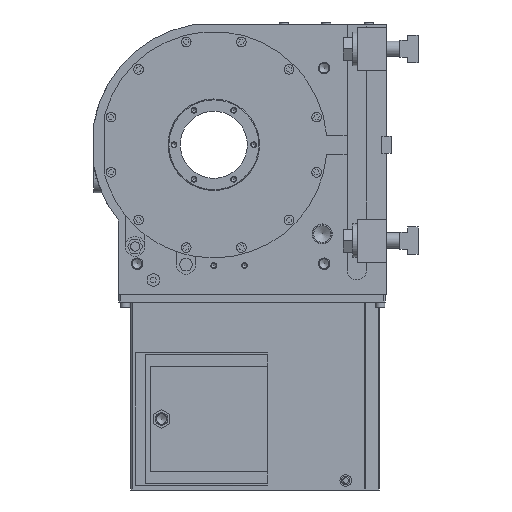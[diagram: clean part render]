
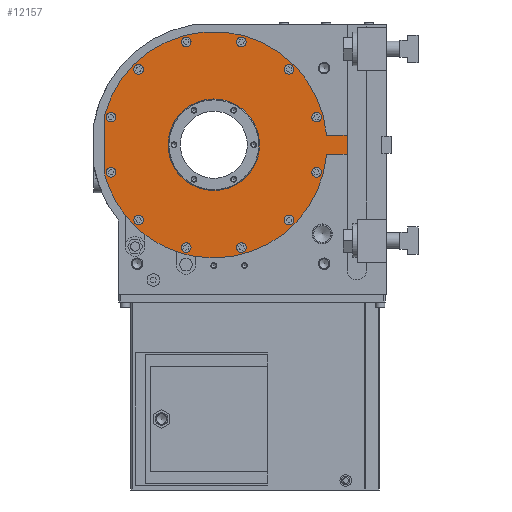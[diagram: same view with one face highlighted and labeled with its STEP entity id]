
A CAD part, left-side view. The second image highlights one B-rep face of the part: STEP entity #12157.
In plain terms, the highlighted planar face has unit normal (-1, 0, 0).
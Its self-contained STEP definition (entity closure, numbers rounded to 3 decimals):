
#558=LINE('',#18781,#1734);
#559=LINE('',#18783,#1735);
#560=LINE('',#18785,#1736);
#561=LINE('',#18789,#1737);
#1734=VECTOR('',#15177,1000.);
#1735=VECTOR('',#15178,1000.);
#1736=VECTOR('',#15179,1000.);
#1737=VECTOR('',#15182,1000.);
#3764=ORIENTED_EDGE('',*,*,#6410,.F.);
#3765=ORIENTED_EDGE('',*,*,#6411,.T.);
#3766=ORIENTED_EDGE('',*,*,#6412,.T.);
#3767=ORIENTED_EDGE('',*,*,#6413,.T.);
#3768=ORIENTED_EDGE('',*,*,#6414,.T.);
#3769=ORIENTED_EDGE('',*,*,#6415,.T.);
#3770=ORIENTED_EDGE('',*,*,#6416,.T.);
#3771=ORIENTED_EDGE('',*,*,#6417,.T.);
#3772=ORIENTED_EDGE('',*,*,#6418,.T.);
#3773=ORIENTED_EDGE('',*,*,#6419,.T.);
#3774=ORIENTED_EDGE('',*,*,#6420,.T.);
#3775=ORIENTED_EDGE('',*,*,#6421,.F.);
#3776=ORIENTED_EDGE('',*,*,#6422,.F.);
#3777=ORIENTED_EDGE('',*,*,#6423,.F.);
#3778=ORIENTED_EDGE('',*,*,#6424,.F.);
#3779=ORIENTED_EDGE('',*,*,#6425,.F.);
#3780=ORIENTED_EDGE('',*,*,#6426,.F.);
#3781=ORIENTED_EDGE('',*,*,#6427,.F.);
#3782=ORIENTED_EDGE('',*,*,#6428,.F.);
#3783=ORIENTED_EDGE('',*,*,#6429,.F.);
#3784=ORIENTED_EDGE('',*,*,#6430,.F.);
#3785=ORIENTED_EDGE('',*,*,#6431,.F.);
#3786=ORIENTED_EDGE('',*,*,#6432,.F.);
#6410=EDGE_CURVE('',#7849,#7849,#8738,.T.);
#6411=EDGE_CURVE('',#7850,#7851,#8739,.T.);
#6412=EDGE_CURVE('',#7851,#7852,#558,.T.);
#6413=EDGE_CURVE('',#7852,#7853,#559,.T.);
#6414=EDGE_CURVE('',#7853,#7854,#560,.T.);
#6415=EDGE_CURVE('',#7854,#7855,#8740,.T.);
#6416=EDGE_CURVE('',#7855,#7856,#561,.T.);
#6417=EDGE_CURVE('',#7856,#7857,#8741,.T.);
#6418=EDGE_CURVE('',#7857,#7858,#8742,.T.);
#6419=EDGE_CURVE('',#7858,#7859,#8743,.T.);
#6420=EDGE_CURVE('',#7859,#7850,#8744,.T.);
#6421=EDGE_CURVE('',#7860,#7860,#8745,.T.);
#6422=EDGE_CURVE('',#7861,#7861,#8746,.T.);
#6423=EDGE_CURVE('',#7862,#7862,#8747,.T.);
#6424=EDGE_CURVE('',#7863,#7863,#8748,.T.);
#6425=EDGE_CURVE('',#7864,#7864,#8749,.T.);
#6426=EDGE_CURVE('',#7865,#7865,#8750,.T.);
#6427=EDGE_CURVE('',#7866,#7866,#8751,.T.);
#6428=EDGE_CURVE('',#7867,#7867,#8752,.T.);
#6429=EDGE_CURVE('',#7868,#7868,#8753,.T.);
#6430=EDGE_CURVE('',#7869,#7869,#8754,.T.);
#6431=EDGE_CURVE('',#7870,#7870,#8755,.T.);
#6432=EDGE_CURVE('',#7871,#7871,#8756,.T.);
#7849=VERTEX_POINT('',#18777);
#7850=VERTEX_POINT('',#18779);
#7851=VERTEX_POINT('',#18780);
#7852=VERTEX_POINT('',#18782);
#7853=VERTEX_POINT('',#18784);
#7854=VERTEX_POINT('',#18786);
#7855=VERTEX_POINT('',#18788);
#7856=VERTEX_POINT('',#18790);
#7857=VERTEX_POINT('',#18792);
#7858=VERTEX_POINT('',#18794);
#7859=VERTEX_POINT('',#18796);
#7860=VERTEX_POINT('',#18799);
#7861=VERTEX_POINT('',#18801);
#7862=VERTEX_POINT('',#18803);
#7863=VERTEX_POINT('',#18805);
#7864=VERTEX_POINT('',#18807);
#7865=VERTEX_POINT('',#18809);
#7866=VERTEX_POINT('',#18811);
#7867=VERTEX_POINT('',#18813);
#7868=VERTEX_POINT('',#18815);
#7869=VERTEX_POINT('',#18817);
#7870=VERTEX_POINT('',#18819);
#7871=VERTEX_POINT('',#18821);
#8738=CIRCLE('',#13121,47.75);
#8739=CIRCLE('',#13122,118.);
#8740=CIRCLE('',#13123,118.);
#8741=CIRCLE('',#13124,118.);
#8742=CIRCLE('',#13125,118.);
#8743=CIRCLE('',#13126,118.);
#8744=CIRCLE('',#13127,118.);
#8745=CIRCLE('',#13128,5.);
#8746=CIRCLE('',#13129,5.);
#8747=CIRCLE('',#13130,5.);
#8748=CIRCLE('',#13131,5.);
#8749=CIRCLE('',#13132,5.);
#8750=CIRCLE('',#13133,5.);
#8751=CIRCLE('',#13134,5.);
#8752=CIRCLE('',#13135,5.);
#8753=CIRCLE('',#13136,5.);
#8754=CIRCLE('',#13137,5.);
#8755=CIRCLE('',#13138,5.);
#8756=CIRCLE('',#13139,5.);
#9394=EDGE_LOOP('',(#3764));
#9395=EDGE_LOOP('',(#3765,#3766,#3767,#3768,#3769,#3770,#3771,#3772,#3773,
#3774));
#9396=EDGE_LOOP('',(#3775));
#9397=EDGE_LOOP('',(#3776));
#9398=EDGE_LOOP('',(#3777));
#9399=EDGE_LOOP('',(#3778));
#9400=EDGE_LOOP('',(#3779));
#9401=EDGE_LOOP('',(#3780));
#9402=EDGE_LOOP('',(#3781));
#9403=EDGE_LOOP('',(#3782));
#9404=EDGE_LOOP('',(#3783));
#9405=EDGE_LOOP('',(#3784));
#9406=EDGE_LOOP('',(#3785));
#9407=EDGE_LOOP('',(#3786));
#10548=FACE_BOUND('',#9394,.T.);
#10549=FACE_BOUND('',#9395,.T.);
#10550=FACE_BOUND('',#9396,.T.);
#10551=FACE_BOUND('',#9397,.T.);
#10552=FACE_BOUND('',#9398,.T.);
#10553=FACE_BOUND('',#9399,.T.);
#10554=FACE_BOUND('',#9400,.T.);
#10555=FACE_BOUND('',#9401,.T.);
#10556=FACE_BOUND('',#9402,.T.);
#10557=FACE_BOUND('',#9403,.T.);
#10558=FACE_BOUND('',#9404,.T.);
#10559=FACE_BOUND('',#9405,.T.);
#10560=FACE_BOUND('',#9406,.T.);
#10561=FACE_BOUND('',#9407,.T.);
#11527=PLANE('',#13120);
#12157=ADVANCED_FACE('',(#10548,#10549,#10550,#10551,#10552,#10553,#10554,
#10555,#10556,#10557,#10558,#10559,#10560,#10561),#11527,.T.);
#13120=AXIS2_PLACEMENT_3D('',#18775,#15171,#15172);
#13121=AXIS2_PLACEMENT_3D('',#18776,#15173,#15174);
#13122=AXIS2_PLACEMENT_3D('',#18778,#15175,#15176);
#13123=AXIS2_PLACEMENT_3D('',#18787,#15180,#15181);
#13124=AXIS2_PLACEMENT_3D('',#18791,#15183,#15184);
#13125=AXIS2_PLACEMENT_3D('',#18793,#15185,#15186);
#13126=AXIS2_PLACEMENT_3D('',#18795,#15187,#15188);
#13127=AXIS2_PLACEMENT_3D('',#18797,#15189,#15190);
#13128=AXIS2_PLACEMENT_3D('',#18798,#15191,#15192);
#13129=AXIS2_PLACEMENT_3D('',#18800,#15193,#15194);
#13130=AXIS2_PLACEMENT_3D('',#18802,#15195,#15196);
#13131=AXIS2_PLACEMENT_3D('',#18804,#15197,#15198);
#13132=AXIS2_PLACEMENT_3D('',#18806,#15199,#15200);
#13133=AXIS2_PLACEMENT_3D('',#18808,#15201,#15202);
#13134=AXIS2_PLACEMENT_3D('',#18810,#15203,#15204);
#13135=AXIS2_PLACEMENT_3D('',#18812,#15205,#15206);
#13136=AXIS2_PLACEMENT_3D('',#18814,#15207,#15208);
#13137=AXIS2_PLACEMENT_3D('',#18816,#15209,#15210);
#13138=AXIS2_PLACEMENT_3D('',#18818,#15211,#15212);
#13139=AXIS2_PLACEMENT_3D('',#18820,#15213,#15214);
#15171=DIRECTION('',(-1.,0.,0.));
#15172=DIRECTION('',(0.,1.,0.));
#15173=DIRECTION('',(-1.,0.,0.));
#15174=DIRECTION('',(0.,0.,1.));
#15175=DIRECTION('',(-1.,0.,0.));
#15176=DIRECTION('',(0.,1.,0.));
#15177=DIRECTION('',(0.,-1.,0.));
#15178=DIRECTION('',(0.,0.,1.));
#15179=DIRECTION('',(0.,1.,0.));
#15180=DIRECTION('',(-1.,0.,0.));
#15181=DIRECTION('',(0.,1.,0.));
#15182=DIRECTION('',(0.,0.,-1.));
#15183=DIRECTION('',(-1.,0.,0.));
#15184=DIRECTION('',(0.,1.,0.));
#15185=DIRECTION('',(-1.,0.,0.));
#15186=DIRECTION('',(0.,1.,0.));
#15187=DIRECTION('',(-1.,0.,0.));
#15188=DIRECTION('',(0.,1.,0.));
#15189=DIRECTION('',(-1.,0.,0.));
#15190=DIRECTION('',(0.,1.,0.));
#15191=DIRECTION('',(-1.,0.,0.));
#15192=DIRECTION('',(0.,0.866,0.5));
#15193=DIRECTION('',(-1.,0.,0.));
#15194=DIRECTION('',(0.,0.5,0.866));
#15195=DIRECTION('',(-1.,0.,0.));
#15196=DIRECTION('',(0.,0.,1.));
#15197=DIRECTION('',(-1.,0.,0.));
#15198=DIRECTION('',(0.,-0.5,0.866));
#15199=DIRECTION('',(-1.,0.,0.));
#15200=DIRECTION('',(0.,-0.866,0.5));
#15201=DIRECTION('',(-1.,0.,0.));
#15202=DIRECTION('',(0.,-1.,0.));
#15203=DIRECTION('',(-1.,0.,0.));
#15204=DIRECTION('',(0.,-0.866,-0.5));
#15205=DIRECTION('',(-1.,0.,0.));
#15206=DIRECTION('',(0.,-0.5,-0.866));
#15207=DIRECTION('',(-1.,0.,0.));
#15208=DIRECTION('',(0.,0.,-1.));
#15209=DIRECTION('',(-1.,0.,0.));
#15210=DIRECTION('',(0.,0.5,-0.866));
#15211=DIRECTION('',(-1.,0.,0.));
#15212=DIRECTION('',(0.,0.866,-0.5));
#15213=DIRECTION('',(-1.,0.,0.));
#15214=DIRECTION('',(0.,1.,0.));
#18775=CARTESIAN_POINT('',(-75.5,0.,-125.));
#18776=CARTESIAN_POINT('',(-75.5,0.,-125.));
#18777=CARTESIAN_POINT('',(-75.5,0.,-77.25));
#18778=CARTESIAN_POINT('',(-75.5,0.,-125.));
#18779=CARTESIAN_POINT('',(-75.5,19.,-241.46));
#18780=CARTESIAN_POINT('',(-75.5,-117.576,-135.));
#18781=CARTESIAN_POINT('',(-75.5,-100.,-135.));
#18782=CARTESIAN_POINT('',(-75.5,-139.,-135.));
#18783=CARTESIAN_POINT('',(-75.5,-139.,-256.));
#18784=CARTESIAN_POINT('',(-75.5,-139.,-115.));
#18785=CARTESIAN_POINT('',(-75.5,-100.,-115.));
#18786=CARTESIAN_POINT('',(-75.5,-117.576,-115.));
#18787=CARTESIAN_POINT('',(-75.5,0.,-125.));
#18788=CARTESIAN_POINT('',(-75.5,114.,-94.537));
#18789=CARTESIAN_POINT('',(-75.5,114.,-155.463));
#18790=CARTESIAN_POINT('',(-75.5,114.,-155.463));
#18791=CARTESIAN_POINT('',(-75.5,0.,-125.));
#18792=CARTESIAN_POINT('',(-75.5,92.25,-198.579));
#18793=CARTESIAN_POINT('',(-75.5,0.,-125.));
#18794=CARTESIAN_POINT('',(-75.5,71.75,-218.68));
#18795=CARTESIAN_POINT('',(-75.5,0.,-125.));
#18796=CARTESIAN_POINT('',(-75.5,39.,-236.369));
#18797=CARTESIAN_POINT('',(-75.5,0.,-125.));
#18798=CARTESIAN_POINT('',(-75.5,78.489,-46.511));
#18799=CARTESIAN_POINT('',(-75.5,82.819,-44.011));
#18800=CARTESIAN_POINT('',(-75.5,28.729,-17.782));
#18801=CARTESIAN_POINT('',(-75.5,31.229,-13.452));
#18802=CARTESIAN_POINT('',(-75.5,-28.729,-17.782));
#18803=CARTESIAN_POINT('',(-75.5,-28.729,-12.782));
#18804=CARTESIAN_POINT('',(-75.5,-78.489,-46.511));
#18805=CARTESIAN_POINT('',(-75.5,-80.989,-42.181));
#18806=CARTESIAN_POINT('',(-75.5,-107.218,-96.271));
#18807=CARTESIAN_POINT('',(-75.5,-111.548,-93.771));
#18808=CARTESIAN_POINT('',(-75.5,-107.218,-153.729));
#18809=CARTESIAN_POINT('',(-75.5,-112.218,-153.729));
#18810=CARTESIAN_POINT('',(-75.5,-78.489,-203.489));
#18811=CARTESIAN_POINT('',(-75.5,-82.819,-205.989));
#18812=CARTESIAN_POINT('',(-75.5,-28.729,-232.218));
#18813=CARTESIAN_POINT('',(-75.5,-31.229,-236.548));
#18814=CARTESIAN_POINT('',(-75.5,28.729,-232.218));
#18815=CARTESIAN_POINT('',(-75.5,28.729,-237.218));
#18816=CARTESIAN_POINT('',(-75.5,78.489,-203.489));
#18817=CARTESIAN_POINT('',(-75.5,80.989,-207.819));
#18818=CARTESIAN_POINT('',(-75.5,107.218,-153.729));
#18819=CARTESIAN_POINT('',(-75.5,111.548,-156.229));
#18820=CARTESIAN_POINT('',(-75.5,107.218,-96.271));
#18821=CARTESIAN_POINT('',(-75.5,112.218,-96.271));
